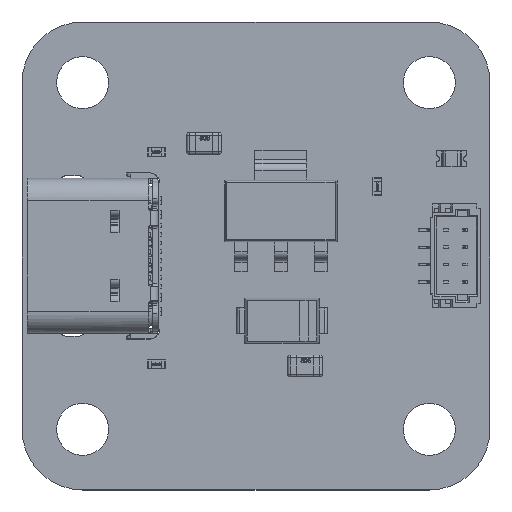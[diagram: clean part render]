
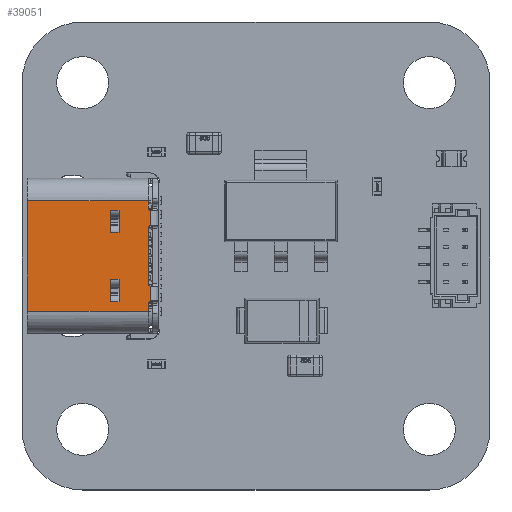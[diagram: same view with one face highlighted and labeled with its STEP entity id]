
A CAD part, top view. The second image highlights one B-rep face of the part: STEP entity #39051.
In plain terms, the highlighted face is planar.
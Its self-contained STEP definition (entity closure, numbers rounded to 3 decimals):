
#31871 = VERTEX_POINT('',#31872);
#31872 = CARTESIAN_POINT('',(11.414,14.75,
    13.429));
#31880 = EDGE_CURVE('',#31881,#31871,#31883,.T.);
#31881 = VERTEX_POINT('',#31882);
#31882 = CARTESIAN_POINT('',(11.414,14.75,
    14.296));
#31883 = LINE('',#31884,#31885);
#31884 = CARTESIAN_POINT('',(11.414,14.75,
    11.867));
#31885 = VECTOR('',#31886,1.);
#31886 = DIRECTION('',(0.,0.,-1.));
#31918 = EDGE_CURVE('',#31871,#31919,#31921,.T.);
#31919 = VERTEX_POINT('',#31920);
#31920 = CARTESIAN_POINT('',(11.314,14.75,13.287)
  );
#31921 = CIRCLE('',#31922,0.15);
#31922 = AXIS2_PLACEMENT_3D('',#31923,#31924,#31925);
#31923 = CARTESIAN_POINT('',(11.464,14.75,
    13.287));
#31924 = DIRECTION('',(0.,-1.,0.));
#31925 = DIRECTION('',(0.,0.,1.));
#32320 = VERTEX_POINT('',#32321);
#32321 = CARTESIAN_POINT('',(9.614,14.75,
    17.397));
#32328 = EDGE_CURVE('',#32329,#32320,#32331,.T.);
#32329 = VERTEX_POINT('',#32330);
#32330 = CARTESIAN_POINT('',(9.114,14.75,
    17.397));
#32331 = LINE('',#32332,#32333);
#32332 = CARTESIAN_POINT('',(11.664,14.75,
    17.397));
#32333 = VECTOR('',#32334,1.);
#32334 = DIRECTION('',(1.,0.,0.));
#32767 = VERTEX_POINT('',#32768);
#32768 = CARTESIAN_POINT('',(4.334,14.75,19.227)
  );
#32775 = EDGE_CURVE('',#32776,#32767,#32778,.T.);
#32776 = VERTEX_POINT('',#32777);
#32777 = CARTESIAN_POINT('',(4.334,14.75,12.847)
  );
#32778 = LINE('',#32779,#32780);
#32779 = CARTESIAN_POINT('',(4.334,14.75,
    11.867));
#32780 = VECTOR('',#32781,1.);
#32781 = DIRECTION('',(0.,0.,1.));
#33996 = VERTEX_POINT('',#33997);
#33997 = CARTESIAN_POINT('',(11.314,14.75,19.227)
  );
#34004 = EDGE_CURVE('',#32767,#33996,#34005,.T.);
#34005 = LINE('',#34006,#34007);
#34006 = CARTESIAN_POINT('',(11.664,14.75,
    19.227));
#34007 = VECTOR('',#34008,1.);
#34008 = DIRECTION('',(1.,0.,0.));
#34273 = VERTEX_POINT('',#34274);
#34274 = CARTESIAN_POINT('',(11.314,14.75,18.787)
  );
#34280 = EDGE_CURVE('',#33996,#34273,#34281,.T.);
#34281 = LINE('',#34282,#34283);
#34282 = CARTESIAN_POINT('',(11.314,14.75,
    11.567));
#34283 = VECTOR('',#34284,1.);
#34284 = DIRECTION('',(0.,0.,-1.));
#37257 = VERTEX_POINT('',#37258);
#37258 = CARTESIAN_POINT('',(11.314,14.75,14.437)
  );
#37264 = EDGE_CURVE('',#37257,#31881,#37265,.T.);
#37265 = CIRCLE('',#37266,0.15);
#37266 = AXIS2_PLACEMENT_3D('',#37267,#37268,#37269);
#37267 = CARTESIAN_POINT('',(11.464,14.75,
    14.437));
#37268 = DIRECTION('',(0.,-1.,0.));
#37269 = DIRECTION('',(0.,0.,1.));
#39051 = ADVANCED_FACE('',(#39052,#39106,#39131),#39165,.T.);
#39052 = FACE_BOUND('',#39053,.T.);
#39053 = EDGE_LOOP('',(#39054,#39063,#39071,#39080,#39086,#39087,#39088,
    #39089,#39097,#39103,#39104,#39105));
#39054 = ORIENTED_EDGE('',*,*,#39055,.T.);
#39055 = EDGE_CURVE('',#34273,#39056,#39058,.T.);
#39056 = VERTEX_POINT('',#39057);
#39057 = CARTESIAN_POINT('',(11.414,14.75,
    18.646));
#39058 = CIRCLE('',#39059,0.15);
#39059 = AXIS2_PLACEMENT_3D('',#39060,#39061,#39062);
#39060 = CARTESIAN_POINT('',(11.464,14.75,
    18.787));
#39061 = DIRECTION('',(0.,-1.,0.));
#39062 = DIRECTION('',(0.,0.,1.));
#39063 = ORIENTED_EDGE('',*,*,#39064,.T.);
#39064 = EDGE_CURVE('',#39056,#39065,#39067,.T.);
#39065 = VERTEX_POINT('',#39066);
#39066 = CARTESIAN_POINT('',(11.414,14.75,
    17.779));
#39067 = LINE('',#39068,#39069);
#39068 = CARTESIAN_POINT('',(11.414,14.75,
    11.867));
#39069 = VECTOR('',#39070,1.);
#39070 = DIRECTION('',(0.,0.,-1.));
#39071 = ORIENTED_EDGE('',*,*,#39072,.T.);
#39072 = EDGE_CURVE('',#39065,#39073,#39075,.T.);
#39073 = VERTEX_POINT('',#39074);
#39074 = CARTESIAN_POINT('',(11.314,14.75,17.637)
  );
#39075 = CIRCLE('',#39076,0.15);
#39076 = AXIS2_PLACEMENT_3D('',#39077,#39078,#39079);
#39077 = CARTESIAN_POINT('',(11.464,14.75,
    17.637));
#39078 = DIRECTION('',(0.,-1.,0.));
#39079 = DIRECTION('',(0.,0.,1.));
#39080 = ORIENTED_EDGE('',*,*,#39081,.T.);
#39081 = EDGE_CURVE('',#39073,#37257,#39082,.T.);
#39082 = LINE('',#39083,#39084);
#39083 = CARTESIAN_POINT('',(11.314,14.75,
    11.867));
#39084 = VECTOR('',#39085,1.);
#39085 = DIRECTION('',(0.,0.,-1.));
#39086 = ORIENTED_EDGE('',*,*,#37264,.T.);
#39087 = ORIENTED_EDGE('',*,*,#31880,.T.);
#39088 = ORIENTED_EDGE('',*,*,#31918,.T.);
#39089 = ORIENTED_EDGE('',*,*,#39090,.T.);
#39090 = EDGE_CURVE('',#31919,#39091,#39093,.T.);
#39091 = VERTEX_POINT('',#39092);
#39092 = CARTESIAN_POINT('',(11.314,14.75,12.847)
  );
#39093 = LINE('',#39094,#39095);
#39094 = CARTESIAN_POINT('',(11.314,14.75,
    11.567));
#39095 = VECTOR('',#39096,1.);
#39096 = DIRECTION('',(0.,0.,-1.));
#39097 = ORIENTED_EDGE('',*,*,#39098,.T.);
#39098 = EDGE_CURVE('',#39091,#32776,#39099,.T.);
#39099 = LINE('',#39100,#39101);
#39100 = CARTESIAN_POINT('',(11.664,14.75,
    12.847));
#39101 = VECTOR('',#39102,1.);
#39102 = DIRECTION('',(-1.,0.,0.));
#39103 = ORIENTED_EDGE('',*,*,#32775,.T.);
#39104 = ORIENTED_EDGE('',*,*,#34004,.T.);
#39105 = ORIENTED_EDGE('',*,*,#34280,.T.);
#39106 = FACE_BOUND('',#39107,.T.);
#39107 = EDGE_LOOP('',(#39108,#39116,#39124,#39130));
#39108 = ORIENTED_EDGE('',*,*,#39109,.T.);
#39109 = EDGE_CURVE('',#32320,#39110,#39112,.T.);
#39110 = VERTEX_POINT('',#39111);
#39111 = CARTESIAN_POINT('',(9.614,14.75,
    18.677));
#39112 = LINE('',#39113,#39114);
#39113 = CARTESIAN_POINT('',(9.614,14.75,
    11.867));
#39114 = VECTOR('',#39115,1.);
#39115 = DIRECTION('',(0.,0.,1.));
#39116 = ORIENTED_EDGE('',*,*,#39117,.T.);
#39117 = EDGE_CURVE('',#39110,#39118,#39120,.T.);
#39118 = VERTEX_POINT('',#39119);
#39119 = CARTESIAN_POINT('',(9.114,14.75,
    18.677));
#39120 = LINE('',#39121,#39122);
#39121 = CARTESIAN_POINT('',(11.664,14.75,
    18.677));
#39122 = VECTOR('',#39123,1.);
#39123 = DIRECTION('',(-1.,0.,0.));
#39124 = ORIENTED_EDGE('',*,*,#39125,.T.);
#39125 = EDGE_CURVE('',#39118,#32329,#39126,.T.);
#39126 = LINE('',#39127,#39128);
#39127 = CARTESIAN_POINT('',(9.114,14.75,
    11.867));
#39128 = VECTOR('',#39129,1.);
#39129 = DIRECTION('',(0.,0.,-1.));
#39130 = ORIENTED_EDGE('',*,*,#32328,.T.);
#39131 = FACE_BOUND('',#39132,.T.);
#39132 = EDGE_LOOP('',(#39133,#39143,#39151,#39159));
#39133 = ORIENTED_EDGE('',*,*,#39134,.T.);
#39134 = EDGE_CURVE('',#39135,#39137,#39139,.T.);
#39135 = VERTEX_POINT('',#39136);
#39136 = CARTESIAN_POINT('',(9.614,14.75,
    14.677));
#39137 = VERTEX_POINT('',#39138);
#39138 = CARTESIAN_POINT('',(9.114,14.75,
    14.677));
#39139 = LINE('',#39140,#39141);
#39140 = CARTESIAN_POINT('',(11.664,14.75,
    14.677));
#39141 = VECTOR('',#39142,1.);
#39142 = DIRECTION('',(-1.,0.,0.));
#39143 = ORIENTED_EDGE('',*,*,#39144,.T.);
#39144 = EDGE_CURVE('',#39137,#39145,#39147,.T.);
#39145 = VERTEX_POINT('',#39146);
#39146 = CARTESIAN_POINT('',(9.114,14.75,
    13.397));
#39147 = LINE('',#39148,#39149);
#39148 = CARTESIAN_POINT('',(9.114,14.75,
    11.867));
#39149 = VECTOR('',#39150,1.);
#39150 = DIRECTION('',(0.,0.,-1.));
#39151 = ORIENTED_EDGE('',*,*,#39152,.T.);
#39152 = EDGE_CURVE('',#39145,#39153,#39155,.T.);
#39153 = VERTEX_POINT('',#39154);
#39154 = CARTESIAN_POINT('',(9.614,14.75,
    13.397));
#39155 = LINE('',#39156,#39157);
#39156 = CARTESIAN_POINT('',(11.664,14.75,
    13.397));
#39157 = VECTOR('',#39158,1.);
#39158 = DIRECTION('',(1.,0.,0.));
#39159 = ORIENTED_EDGE('',*,*,#39160,.T.);
#39160 = EDGE_CURVE('',#39153,#39135,#39161,.T.);
#39161 = LINE('',#39162,#39163);
#39162 = CARTESIAN_POINT('',(9.614,14.75,
    11.867));
#39163 = VECTOR('',#39164,1.);
#39164 = DIRECTION('',(0.,0.,1.));
#39165 = PLANE('',#39166);
#39166 = AXIS2_PLACEMENT_3D('',#39167,#39168,#39169);
#39167 = CARTESIAN_POINT('',(11.664,14.75,11.867)
  );
#39168 = DIRECTION('',(0.,1.,0.));
#39169 = DIRECTION('',(1.,0.,-0.));
